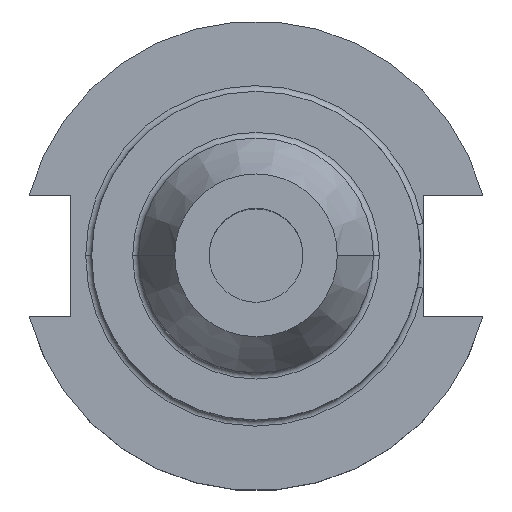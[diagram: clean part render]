
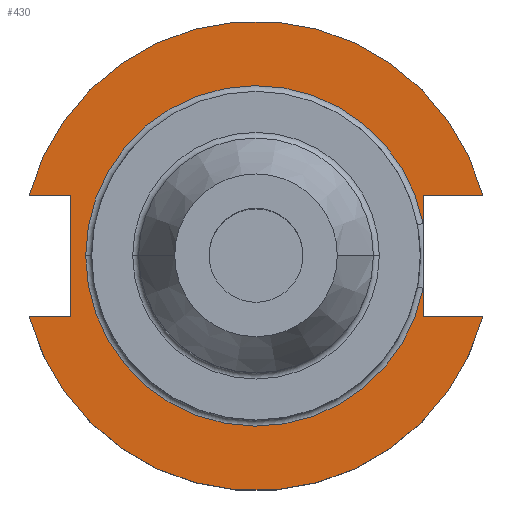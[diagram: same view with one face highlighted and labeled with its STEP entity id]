
A CAD part, top view. The second image highlights one B-rep face of the part: STEP entity #430.
In plain terms, the highlighted planar face has unit normal (0, 0, 1).
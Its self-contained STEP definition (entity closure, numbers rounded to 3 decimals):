
#7 = AXIS2_PLACEMENT_3D ( 'NONE', #606, #656, #646 ) ;
#19 = CARTESIAN_POINT ( 'NONE',  ( 0., 0., 19.05 ) ) ;
#23 = DIRECTION ( 'NONE',  ( 0., 1., 0. ) ) ;
#34 = VERTEX_POINT ( 'NONE', #779 ) ;
#50 = CARTESIAN_POINT ( 'NONE',  ( -25.091, 8.191, 19.05 ) ) ;
#74 = CARTESIAN_POINT ( 'NONE',  ( 22.606, -4.373, 19.05 ) ) ;
#89 = CARTESIAN_POINT ( 'NONE',  ( 30.675, -8.191, 19.05 ) ) ;
#92 = CIRCLE ( 'NONE', #1565, 23.025 ) ;
#110 = CARTESIAN_POINT ( 'NONE',  ( -30.675, -8.191, 19.05 ) ) ;
#135 = ORIENTED_EDGE ( 'NONE', *, *, #1089, .T. ) ;
#139 = LINE ( 'NONE', #1469, #1166 ) ;
#143 = DIRECTION ( 'NONE',  ( 1., 0., 0. ) ) ;
#153 = EDGE_CURVE ( 'NONE', #1299, #454, #139, .T. ) ;
#170 = CIRCLE ( 'NONE', #503, 31.75 ) ;
#190 = VERTEX_POINT ( 'NONE', #1363 ) ;
#231 = VECTOR ( 'NONE', #1207, 1000. ) ;
#259 = CARTESIAN_POINT ( 'NONE',  ( 30.675, 8.191, 19.05 ) ) ;
#290 = EDGE_CURVE ( 'NONE', #190, #1384, #1682, .T. ) ;
#317 = LINE ( 'NONE', #50, #614 ) ;
#360 = VERTEX_POINT ( 'NONE', #521 ) ;
#378 = ORIENTED_EDGE ( 'NONE', *, *, #1486, .T. ) ;
#385 = DIRECTION ( 'NONE',  ( 1., 0., 0. ) ) ;
#405 = CARTESIAN_POINT ( 'NONE',  ( 0., 0., 19.05 ) ) ;
#417 = CARTESIAN_POINT ( 'NONE',  ( 0., 22.225, 19.05 ) ) ;
#425 = PLANE ( 'NONE',  #487 ) ;
#430 = ADVANCED_FACE ( 'NONE', ( #1732 ), #425, .F. ) ;
#431 = AXIS2_PLACEMENT_3D ( 'NONE', #19, #942, #143 ) ;
#435 = CARTESIAN_POINT ( 'NONE',  ( 0., 8.191, 19.05 ) ) ;
#454 = VERTEX_POINT ( 'NONE', #1112 ) ;
#456 = VECTOR ( 'NONE', #23, 1000. ) ;
#472 = ORIENTED_EDGE ( 'NONE', *, *, #290, .T. ) ;
#478 = EDGE_CURVE ( 'NONE', #1674, #565, #1323, .T. ) ;
#481 = VERTEX_POINT ( 'NONE', #74 ) ;
#487 = AXIS2_PLACEMENT_3D ( 'NONE', #417, #553, #1520 ) ;
#503 = AXIS2_PLACEMENT_3D ( 'NONE', #405, #1350, #532 ) ;
#521 = CARTESIAN_POINT ( 'NONE',  ( -23.025, 0., 19.05 ) ) ;
#532 = DIRECTION ( 'NONE',  ( 1., 0., 0. ) ) ;
#553 = DIRECTION ( 'NONE',  ( 0., 0., -1. ) ) ;
#565 = VERTEX_POINT ( 'NONE', #1079 ) ;
#606 = CARTESIAN_POINT ( 'NONE',  ( 0., 0., 19.05 ) ) ;
#610 = EDGE_CURVE ( 'NONE', #360, #1674, #1483, .T. ) ;
#614 = VECTOR ( 'NONE', #1256, 1000. ) ;
#645 = DIRECTION ( 'NONE',  ( 0., 0., -1. ) ) ;
#646 = DIRECTION ( 'NONE',  ( -1., 0., 0. ) ) ;
#656 = DIRECTION ( 'NONE',  ( 0., 0., -1. ) ) ;
#720 = VECTOR ( 'NONE', #1385, 1000. ) ;
#737 = EDGE_CURVE ( 'NONE', #34, #481, #1455, .T. ) ;
#752 = LINE ( 'NONE', #435, #720 ) ;
#771 = CARTESIAN_POINT ( 'NONE',  ( 0., -8.191, 19.05 ) ) ;
#779 = CARTESIAN_POINT ( 'NONE',  ( 22.606, -8.191, 19.05 ) ) ;
#782 = EDGE_LOOP ( 'NONE', ( #951, #790, #856, #1633, #1270, #1652, #472, #135, #817, #378, #1358 ) ) ;
#790 = ORIENTED_EDGE ( 'NONE', *, *, #1296, .T. ) ;
#817 = ORIENTED_EDGE ( 'NONE', *, *, #153, .F. ) ;
#823 = VERTEX_POINT ( 'NONE', #89 ) ;
#843 = EDGE_CURVE ( 'NONE', #34, #823, #1729, .T. ) ;
#856 = ORIENTED_EDGE ( 'NONE', *, *, #610, .T. ) ;
#871 = CIRCLE ( 'NONE', #431, 31.75 ) ;
#892 = CARTESIAN_POINT ( 'NONE',  ( 22.606, 22.225, 19.05 ) ) ;
#941 = CARTESIAN_POINT ( 'NONE',  ( -25.091, 8.191, 19.05 ) ) ;
#942 = DIRECTION ( 'NONE',  ( 0., 0., 1. ) ) ;
#951 = ORIENTED_EDGE ( 'NONE', *, *, #737, .T. ) ;
#1032 = EDGE_CURVE ( 'NONE', #1342, #565, #752, .T. ) ;
#1079 = CARTESIAN_POINT ( 'NONE',  ( 22.606, 8.191, 19.05 ) ) ;
#1089 = EDGE_CURVE ( 'NONE', #1384, #454, #317, .T. ) ;
#1112 = CARTESIAN_POINT ( 'NONE',  ( -25.091, -8.191, 19.05 ) ) ;
#1166 = VECTOR ( 'NONE', #385, 1000. ) ;
#1207 = DIRECTION ( 'NONE',  ( 1., 0., 0. ) ) ;
#1256 = DIRECTION ( 'NONE',  ( 0., -1., 0. ) ) ;
#1270 = ORIENTED_EDGE ( 'NONE', *, *, #1032, .F. ) ;
#1296 = EDGE_CURVE ( 'NONE', #481, #360, #92, .T. ) ;
#1299 = VERTEX_POINT ( 'NONE', #110 ) ;
#1323 = LINE ( 'NONE', #1496, #1654 ) ;
#1325 = DIRECTION ( 'NONE',  ( 0., 1., 0. ) ) ;
#1342 = VERTEX_POINT ( 'NONE', #259 ) ;
#1350 = DIRECTION ( 'NONE',  ( 0., 0., 1. ) ) ;
#1358 = ORIENTED_EDGE ( 'NONE', *, *, #843, .F. ) ;
#1363 = CARTESIAN_POINT ( 'NONE',  ( -30.675, 8.191, 19.05 ) ) ;
#1384 = VERTEX_POINT ( 'NONE', #941 ) ;
#1385 = DIRECTION ( 'NONE',  ( -1., 0., 0. ) ) ;
#1455 = LINE ( 'NONE', #892, #456 ) ;
#1461 = CARTESIAN_POINT ( 'NONE',  ( -61.091, 8.191, 19.05 ) ) ;
#1464 = CARTESIAN_POINT ( 'NONE',  ( 0., 0., 19.05 ) ) ;
#1469 = CARTESIAN_POINT ( 'NONE',  ( -61.091, -8.191, 19.05 ) ) ;
#1483 = CIRCLE ( 'NONE', #7, 23.025 ) ;
#1486 = EDGE_CURVE ( 'NONE', #1299, #823, #170, .T. ) ;
#1496 = CARTESIAN_POINT ( 'NONE',  ( 22.606, 22.225, 19.05 ) ) ;
#1506 = EDGE_CURVE ( 'NONE', #1342, #190, #871, .T. ) ;
#1520 = DIRECTION ( 'NONE',  ( -1., 0., 0. ) ) ;
#1542 = CARTESIAN_POINT ( 'NONE',  ( 22.606, 4.373, 19.05 ) ) ;
#1565 = AXIS2_PLACEMENT_3D ( 'NONE', #1464, #645, #1599 ) ;
#1599 = DIRECTION ( 'NONE',  ( -1., 0., 0. ) ) ;
#1633 = ORIENTED_EDGE ( 'NONE', *, *, #478, .T. ) ;
#1652 = ORIENTED_EDGE ( 'NONE', *, *, #1506, .T. ) ;
#1654 = VECTOR ( 'NONE', #1325, 1000. ) ;
#1674 = VERTEX_POINT ( 'NONE', #1542 ) ;
#1682 = LINE ( 'NONE', #1461, #231 ) ;
#1689 = VECTOR ( 'NONE', #1724, 1000. ) ;
#1724 = DIRECTION ( 'NONE',  ( 1., 0., 0. ) ) ;
#1729 = LINE ( 'NONE', #771, #1689 ) ;
#1732 = FACE_OUTER_BOUND ( 'NONE', #782, .T. ) ;
